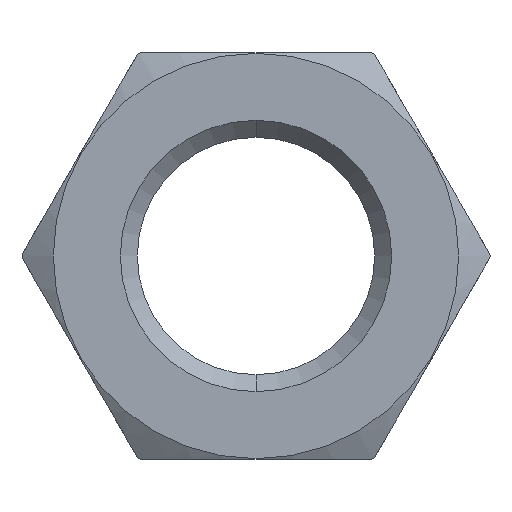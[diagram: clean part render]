
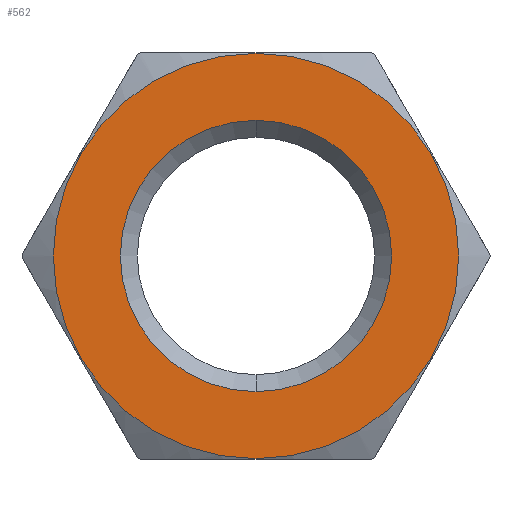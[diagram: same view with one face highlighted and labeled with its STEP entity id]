
A CAD part, front view. The second image highlights one B-rep face of the part: STEP entity #562.
In plain terms, the highlighted planar face has unit normal (0, -1, 0).
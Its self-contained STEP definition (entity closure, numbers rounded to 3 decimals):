
#16 = AXIS2_PLACEMENT_3D ( 'NONE', #623, #622, #620 ) ;
#37 = CIRCLE ( 'NONE', #16, 12. ) ;
#53 = CIRCLE ( 'NONE', #84, 17.929 ) ;
#64 = FACE_OUTER_BOUND ( 'NONE', #270, .T. ) ;
#65 = CIRCLE ( 'NONE', #244, 12. ) ;
#66 = FACE_BOUND ( 'NONE', #290, .T. ) ;
#78 = DIRECTION ( 'NONE',  ( 0., 1., 0. ) ) ;
#84 = AXIS2_PLACEMENT_3D ( 'NONE', #835, #832, #830 ) ;
#107 = DIRECTION ( 'NONE',  ( 0., 0., 1. ) ) ;
#115 = CIRCLE ( 'NONE', #302, 17.929 ) ;
#152 = PLANE ( 'NONE',  #243 ) ;
#187 = CARTESIAN_POINT ( 'NONE',  ( 0., 0., 0. ) ) ;
#212 = ORIENTED_EDGE ( 'NONE', *, *, #615, .T. ) ;
#225 = ORIENTED_EDGE ( 'NONE', *, *, #733, .T. ) ;
#243 = AXIS2_PLACEMENT_3D ( 'NONE', #187, #78, #107 ) ;
#244 = AXIS2_PLACEMENT_3D ( 'NONE', #912, #909, #908 ) ;
#270 = EDGE_LOOP ( 'NONE', ( #430, #212 ) ) ;
#290 = EDGE_LOOP ( 'NONE', ( #225, #559 ) ) ;
#297 = VERTEX_POINT ( 'NONE', #658 ) ;
#302 = AXIS2_PLACEMENT_3D ( 'NONE', #483, #491, #494 ) ;
#322 = VERTEX_POINT ( 'NONE', #639 ) ;
#367 = EDGE_CURVE ( 'NONE', #322, #297, #115, .T. ) ;
#369 = CARTESIAN_POINT ( 'NONE',  ( 0., 0., -12. ) ) ;
#376 = CARTESIAN_POINT ( 'NONE',  ( 0., 0., 12. ) ) ;
#430 = ORIENTED_EDGE ( 'NONE', *, *, #367, .T. ) ;
#483 = CARTESIAN_POINT ( 'NONE',  ( 0., 0., 0. ) ) ;
#491 = DIRECTION ( 'NONE',  ( 0., -1., 0. ) ) ;
#494 = DIRECTION ( 'NONE',  ( 0., 0., 1. ) ) ;
#559 = ORIENTED_EDGE ( 'NONE', *, *, #578, .T. ) ;
#562 = ADVANCED_FACE ( 'NONE', ( #66, #64 ), #152, .F. ) ;
#578 = EDGE_CURVE ( 'NONE', #891, #915, #65, .T. ) ;
#615 = EDGE_CURVE ( 'NONE', #297, #322, #53, .T. ) ;
#620 = DIRECTION ( 'NONE',  ( 0., 0., 1. ) ) ;
#622 = DIRECTION ( 'NONE',  ( 0., 1., 0. ) ) ;
#623 = CARTESIAN_POINT ( 'NONE',  ( 0., 0., 0. ) ) ;
#639 = CARTESIAN_POINT ( 'NONE',  ( 0., 0., 17.929 ) ) ;
#658 = CARTESIAN_POINT ( 'NONE',  ( 0., 0., -17.929 ) ) ;
#733 = EDGE_CURVE ( 'NONE', #915, #891, #37, .T. ) ;
#830 = DIRECTION ( 'NONE',  ( 0., 0., 1. ) ) ;
#832 = DIRECTION ( 'NONE',  ( 0., -1., 0. ) ) ;
#835 = CARTESIAN_POINT ( 'NONE',  ( 0., 0., 0. ) ) ;
#891 = VERTEX_POINT ( 'NONE', #376 ) ;
#908 = DIRECTION ( 'NONE',  ( 0., 0., 1. ) ) ;
#909 = DIRECTION ( 'NONE',  ( 0., 1., 0. ) ) ;
#912 = CARTESIAN_POINT ( 'NONE',  ( 0., 0., 0. ) ) ;
#915 = VERTEX_POINT ( 'NONE', #369 ) ;
